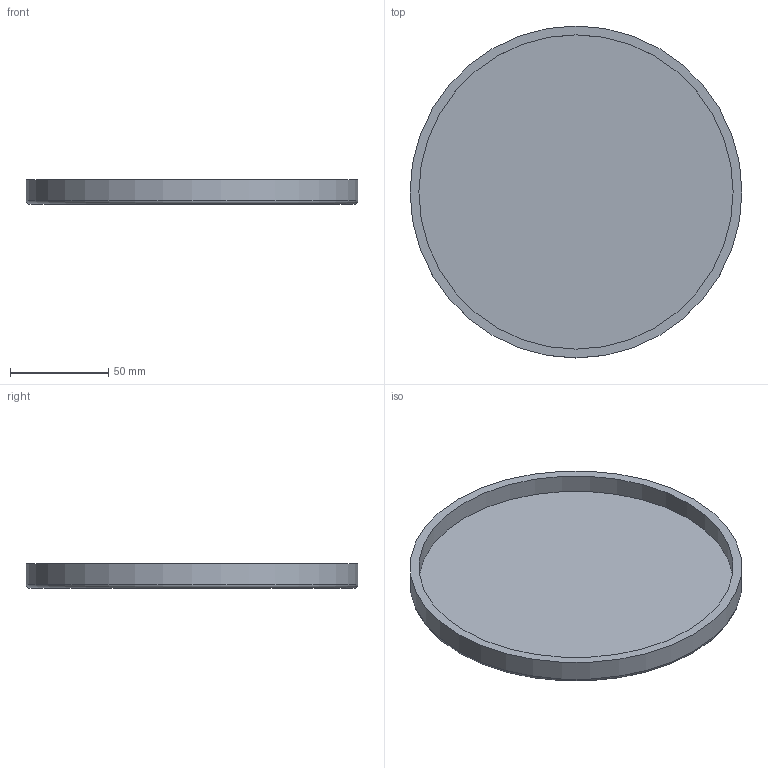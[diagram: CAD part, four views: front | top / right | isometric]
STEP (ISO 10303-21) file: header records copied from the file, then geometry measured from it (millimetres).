
FILE_DESCRIPTION(('Open CASCADE Model'),'2;1');
FILE_NAME('Open CASCADE Shape Model','2024-04-02T17:59:11',('Author'),( 'Open CASCADE'),'Open CASCADE STEP processor 7.7','Open CASCADE 7.7' ,'Unknown');
FILE_SCHEMA(('AUTOMOTIVE_DESIGN { 1 0 10303 214 1 1 1 1 }'));
Length unit declared in the file: millimetre
Products named in the file (1): 9e6f3257-f144-11ee-af2e-485ab66a4af0
Bounding box: 169 x 169 x 12.5 mm (x, y, z)
Volume: 86870.5 mm3; surface area: 56655.3 mm2
Topology: 1 solids, 1 shells, 258 faces, 728 edges, 485 vertices
Faces by surface type: extrusion 154, plane 101, cylinder 2, torus 1
Full cylindrical faces by diameter (mm): 160 x1, 169 x1
Entity records: 20277 total; most frequent: CARTESIAN_POINT 4476, DIRECTION 1935, VECTOR 1710, LINE 1556, ORIENTED_EDGE 1456, PCURVE 1456, DEFINITIONAL_REPRESENTATION 1456, B_SPLINE_CURVE_WITH_KNOTS 772
